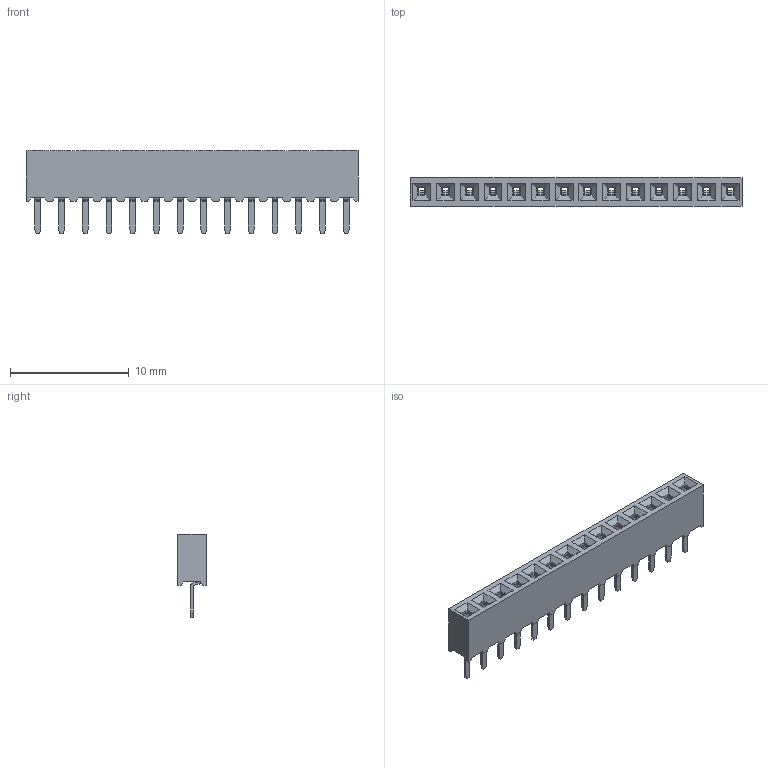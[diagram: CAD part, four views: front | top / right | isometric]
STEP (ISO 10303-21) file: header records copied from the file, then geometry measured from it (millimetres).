
FILE_DESCRIPTION(('STEP AP214'), '1');
FILE_NAME('PBS2', '', ('UNSPECIFIED'), ('UNSPECIFIED'), 'ASCON STEP Converter 1.6', 'ASCON Math Kernel', '');
FILE_SCHEMA(('AUTOMOTIVE_DESIGN { 1 0 10303 214 3 1 1}'));
Length unit declared in the file: millimetre
Bounding box: 28 x 2.4 x 7 mm (x, y, z)
Volume: 187.1 mm3; surface area: 1077.7 mm2
Topology: 15 solids, 15 shells, 1172 faces, 2978 edges, 1836 vertices
Faces by surface type: plane 962, cylinder 210
Entity records: 44158 total; most frequent: CARTESIAN_POINT 6099, ORIENTED_EDGE 5956, DIRECTION 5744, EDGE_CURVE 2978, LINE 2558, VECTOR 2558, VERTEX_POINT 1948, AXIS2_PLACEMENT_3D 1593
